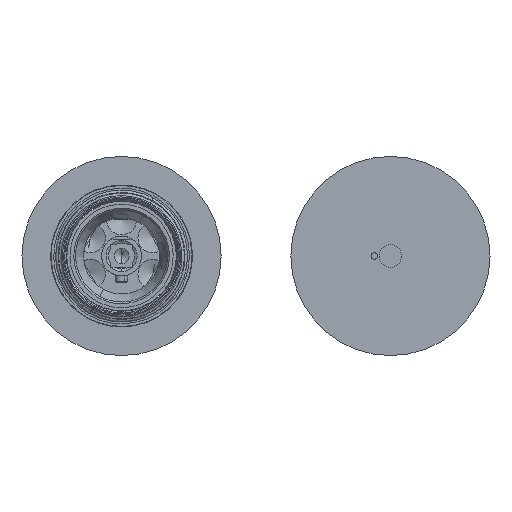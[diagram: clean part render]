
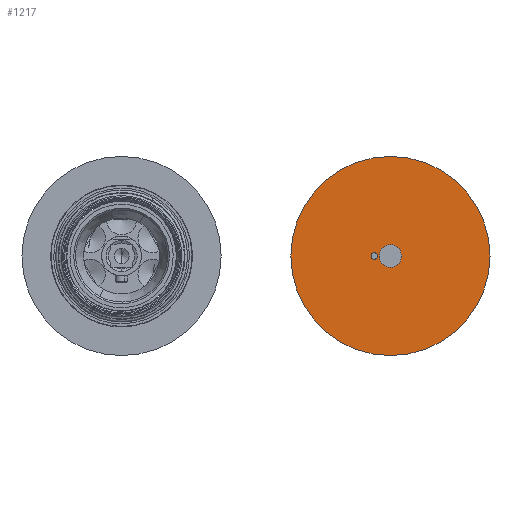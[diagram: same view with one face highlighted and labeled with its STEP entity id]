
A CAD part, front view. The second image highlights one B-rep face of the part: STEP entity #1217.
In plain terms, the highlighted face is planar.
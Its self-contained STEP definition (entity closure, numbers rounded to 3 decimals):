
#1038=CARTESIAN_POINT('Vertex',(40.,0.,0.)) ;
#1043=CARTESIAN_POINT('Axis2P3D Location',(0.,0.,0.)) ;
#1047=CARTESIAN_POINT('Vertex',(-40.,0.,0.)) ;
#1069=CARTESIAN_POINT('Axis2P3D Location',(0.,0.,0.)) ;
#1104=CARTESIAN_POINT('Vertex',(4.5,0.,0.)) ;
#1107=CARTESIAN_POINT('Axis2P3D Location',(0.,0.,0.)) ;
#1111=CARTESIAN_POINT('Vertex',(-4.5,0.,0.)) ;
#1131=CARTESIAN_POINT('Axis2P3D Location',(0.,0.,0.)) ;
#1161=CARTESIAN_POINT('Vertex',(-5.2,0.,0.)) ;
#1164=CARTESIAN_POINT('Axis2P3D Location',(-6.5,0.,0.)) ;
#1168=CARTESIAN_POINT('Vertex',(-7.8,0.,0.)) ;
#1188=CARTESIAN_POINT('Axis2P3D Location',(-6.5,0.,0.)) ;
#1200=CARTESIAN_POINT('Axis2P3D Location',(0.,0.,0.)) ;
#1044=DIRECTION('Axis2P3D Direction',(0.,0.,1.)) ;
#1070=DIRECTION('Axis2P3D Direction',(0.,0.,1.)) ;
#1108=DIRECTION('Axis2P3D Direction',(0.,0.,1.)) ;
#1132=DIRECTION('Axis2P3D Direction',(0.,0.,1.)) ;
#1165=DIRECTION('Axis2P3D Direction',(0.,0.,1.)) ;
#1189=DIRECTION('Axis2P3D Direction',(0.,0.,1.)) ;
#1201=DIRECTION('Axis2P3D Direction',(0.,0.,1.)) ;
#1202=DIRECTION('Axis2P3D XDirection',(1.,0.,0.)) ;
#1045=AXIS2_PLACEMENT_3D('Circle Axis2P3D',#1043,#1044,$) ;
#1071=AXIS2_PLACEMENT_3D('Circle Axis2P3D',#1069,#1070,$) ;
#1109=AXIS2_PLACEMENT_3D('Circle Axis2P3D',#1107,#1108,$) ;
#1133=AXIS2_PLACEMENT_3D('Circle Axis2P3D',#1131,#1132,$) ;
#1166=AXIS2_PLACEMENT_3D('Circle Axis2P3D',#1164,#1165,$) ;
#1190=AXIS2_PLACEMENT_3D('Circle Axis2P3D',#1188,#1189,$) ;
#1203=AXIS2_PLACEMENT_3D('Plane Axis2P3D',#1200,#1201,#1202) ;
#1046=CIRCLE('generated circle',#1045,40.) ;
#1072=CIRCLE('generated circle',#1071,40.) ;
#1110=CIRCLE('generated circle',#1109,4.5) ;
#1134=CIRCLE('generated circle',#1133,4.5) ;
#1167=CIRCLE('generated circle',#1166,1.3) ;
#1191=CIRCLE('generated circle',#1190,1.3) ;
#1204=PLANE('',#1203) ;
#1212=FACE_BOUND('',#1209,.T.) ;
#1216=FACE_BOUND('',#1213,.T.) ;
#1049=EDGE_CURVE('',#1039,#1048,#1046,.T.) ;
#1073=EDGE_CURVE('',#1048,#1039,#1072,.T.) ;
#1113=EDGE_CURVE('',#1112,#1105,#1110,.T.) ;
#1135=EDGE_CURVE('',#1105,#1112,#1134,.T.) ;
#1170=EDGE_CURVE('',#1169,#1162,#1167,.T.) ;
#1192=EDGE_CURVE('',#1162,#1169,#1191,.T.) ;
#1206=ORIENTED_EDGE('',*,*,#1073,.F.) ;
#1207=ORIENTED_EDGE('',*,*,#1049,.F.) ;
#1210=ORIENTED_EDGE('',*,*,#1135,.T.) ;
#1211=ORIENTED_EDGE('',*,*,#1113,.T.) ;
#1214=ORIENTED_EDGE('',*,*,#1192,.T.) ;
#1215=ORIENTED_EDGE('',*,*,#1170,.T.) ;
#1205=EDGE_LOOP('',(#1206,#1207)) ;
#1209=EDGE_LOOP('',(#1210,#1211)) ;
#1213=EDGE_LOOP('',(#1214,#1215)) ;
#1039=VERTEX_POINT('',#1038) ;
#1048=VERTEX_POINT('',#1047) ;
#1105=VERTEX_POINT('',#1104) ;
#1112=VERTEX_POINT('',#1111) ;
#1162=VERTEX_POINT('',#1161) ;
#1169=VERTEX_POINT('',#1168) ;
#1217=ADVANCED_FACE('PartBody',(#1208,#1212,#1216),#1204,.F.) ;
#1208=FACE_OUTER_BOUND('',#1205,.T.) ;
